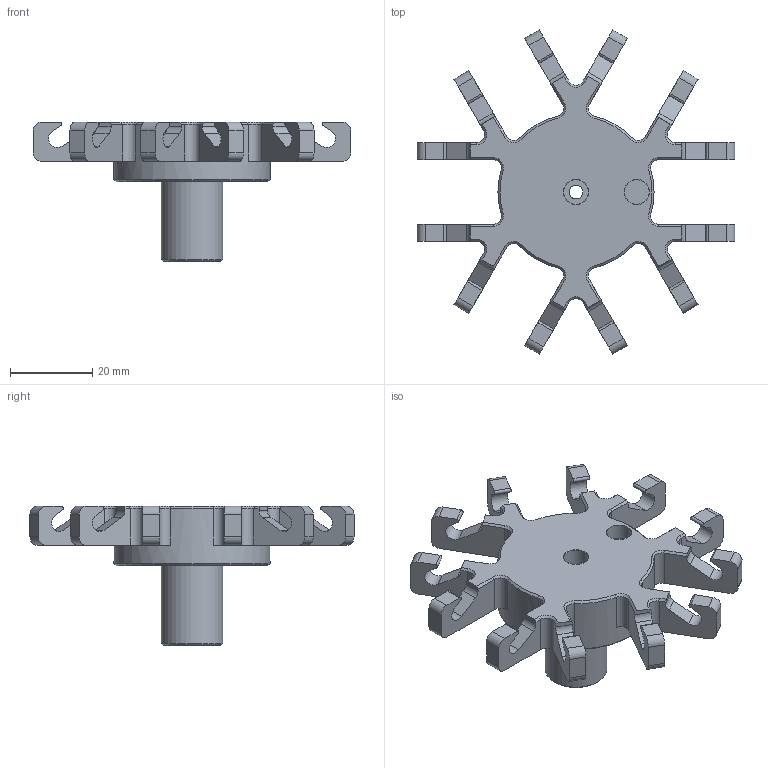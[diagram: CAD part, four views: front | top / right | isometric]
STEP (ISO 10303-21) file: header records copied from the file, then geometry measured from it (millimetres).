
FILE_DESCRIPTION(/* description */ (''),/* implementation_level */ '2;1');
FILE_NAME(/* name */ 'rotor v1.step',/* time_stamp */ '2024-10-01T12:21:58+01:00',/* author */ (''),/* organization */ (''),/* preprocessor_version */ 'ST-DEVELOPER v20',/* originating_system */ 'Autodesk Translation Framework v13.20.0.188',/* authorisation */ '');
FILE_SCHEMA (('AUTOMOTIVE_DESIGN { 1 0 10303 214 3 1 1 }'));
Length unit declared in the file: millimetre
Products named in the file (1): rotor38
Bounding box: 77.25 x 78.9 x 34 mm (x, y, z)
Volume: 26397.4 mm3; surface area: 11866.9 mm2
Topology: 1 solids, 1 shells, 245 faces, 674 edges, 437 vertices
Faces by surface type: plane 126, cylinder 89, cone 30
Full cylindrical faces by diameter (mm): 3.372 x2, 6 x3, 15 x1, 38 x1
Entity records: 7841 total; most frequent: DIRECTION 1391, CARTESIAN_POINT 1357, ORIENTED_EDGE 1348, EDGE_CURVE 674, AXIS2_PLACEMENT_3D 471, LINE 449, VECTOR 449, VERTEX_POINT 437
